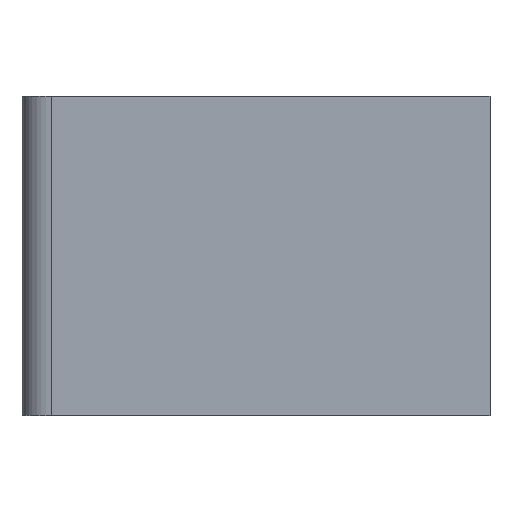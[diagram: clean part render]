
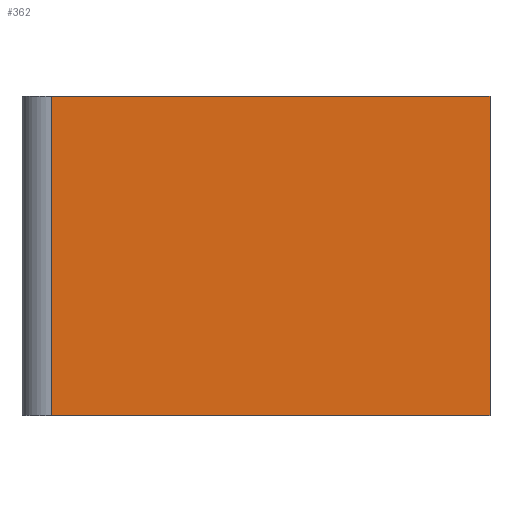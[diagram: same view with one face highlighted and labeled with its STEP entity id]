
A CAD part, top view. The second image highlights one B-rep face of the part: STEP entity #362.
In plain terms, the highlighted planar face has unit normal (0, 0, 1).
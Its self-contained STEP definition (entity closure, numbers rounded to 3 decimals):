
#305=CARTESIAN_POINT('',(-3.49,-2.72,3.18));
#306=VERTEX_POINT('',#305);
#314=CARTESIAN_POINT('',(-3.49,2.72,3.18));
#315=VERTEX_POINT('',#314);
#316=CARTESIAN_POINT('',(-3.49,2.72,3.18));
#317=DIRECTION('',(0.0,-1.0,0.0));
#318=VECTOR('',#317,5.44);
#319=LINE('',#316,#318);
#320=EDGE_CURVE('',#315,#306,#319,.T.);
#332=CARTESIAN_POINT('',(-3.49,2.72,3.18));
#333=DIRECTION('',(0.0,0.0,1.0));
#334=DIRECTION('',(0.0,-1.0,0.0));
#335=AXIS2_PLACEMENT_3D('',#332,#333,#334);
#336=PLANE('',#335);
#337=ORIENTED_EDGE('',*,*,#320,.T.);
#338=CARTESIAN_POINT('',(3.99,-2.72,3.18));
#339=VERTEX_POINT('',#338);
#340=CARTESIAN_POINT('',(-3.49,-2.72,3.18));
#341=DIRECTION('',(1.0,0.0,0.0));
#342=VECTOR('',#341,7.48);
#343=LINE('',#340,#342);
#344=EDGE_CURVE('',#306,#339,#343,.T.);
#345=ORIENTED_EDGE('',*,*,#344,.T.);
#346=CARTESIAN_POINT('',(3.99,2.72,3.18));
#347=VERTEX_POINT('',#346);
#348=CARTESIAN_POINT('',(3.99,2.72,3.18));
#349=DIRECTION('',(0.0,-1.0,0.0));
#350=VECTOR('',#349,5.44);
#351=LINE('',#348,#350);
#352=EDGE_CURVE('',#347,#339,#351,.T.);
#353=ORIENTED_EDGE('',*,*,#352,.F.);
#354=CARTESIAN_POINT('',(3.99,2.72,3.18));
#355=DIRECTION('',(-1.0,0.0,0.0));
#356=VECTOR('',#355,7.48);
#357=LINE('',#354,#356);
#358=EDGE_CURVE('',#347,#315,#357,.T.);
#359=ORIENTED_EDGE('',*,*,#358,.T.);
#360=EDGE_LOOP('',(#337,#345,#353,#359));
#361=FACE_OUTER_BOUND('',#360,.T.);
#362=ADVANCED_FACE('',(#361),#336,.T.);
